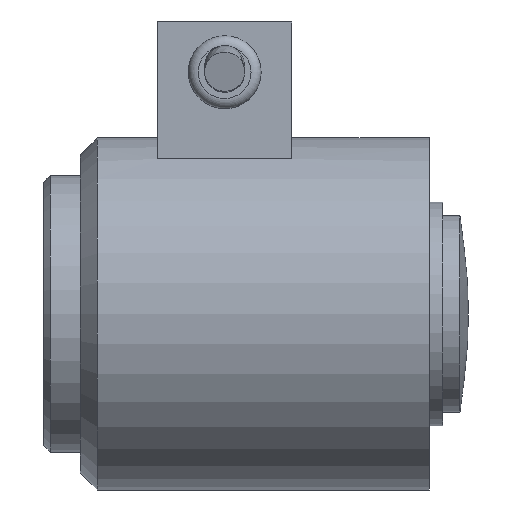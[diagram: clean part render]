
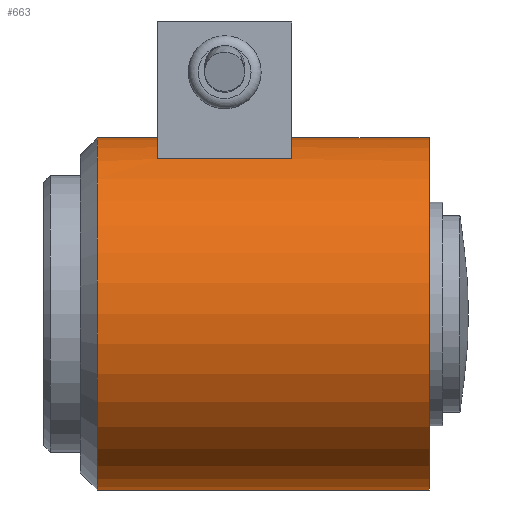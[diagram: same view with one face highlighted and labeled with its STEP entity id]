
A CAD part, top view. The second image highlights one B-rep face of the part: STEP entity #663.
In plain terms, the highlighted cylindrical face has radius 52.5 mm (diameter 105 mm), a full revolution.
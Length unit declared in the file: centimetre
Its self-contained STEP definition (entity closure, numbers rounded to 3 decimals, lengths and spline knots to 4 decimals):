
#322=VECTOR('',#764,1.);
#325=VECTOR('',#768,1.);
#332=LINE('',#879,#322);
#335=LINE('',#885,#325);
#363=VERTEX_POINT('',#871);
#364=VERTEX_POINT('',#872);
#367=VERTEX_POINT('',#880);
#369=VERTEX_POINT('',#886);
#382=VERTEX_POINT('',#926);
#384=VERTEX_POINT('',#933);
#396=CIRCLE('',#687,5.25);
#397=CIRCLE('',#691,5.25);
#409=CIRCLE('',#713,5.25);
#411=CIRCLE('',#718,5.25);
#423=EDGE_CURVE('',#363,#364,#396,.T.);
#427=EDGE_CURVE('',#367,#363,#332,.T.);
#430=EDGE_CURVE('',#364,#369,#335,.T.);
#433=EDGE_CURVE('',#369,#367,#397,.T.);
#446=EDGE_CURVE('',#382,#382,#409,.T.);
#448=EDGE_CURVE('',#384,#384,#411,.T.);
#508=ORIENTED_EDGE('',*,*,#427,.T.);
#509=ORIENTED_EDGE('',*,*,#423,.T.);
#510=ORIENTED_EDGE('',*,*,#430,.T.);
#511=ORIENTED_EDGE('',*,*,#433,.T.);
#512=ORIENTED_EDGE('',*,*,#446,.T.);
#513=ORIENTED_EDGE('',*,*,#448,.F.);
#569=EDGE_LOOP('',(#508,#509,#510,#511));
#570=EDGE_LOOP('',(#512));
#571=EDGE_LOOP('',(#513));
#624=FACE_BOUND('',#569,.T.);
#625=FACE_BOUND('',#570,.T.);
#626=FACE_BOUND('',#571,.T.);
#663=ADVANCED_FACE('',(#624,#625,#626),#1169,.T.);
#687=AXIS2_PLACEMENT_3D('',#870,#758,#759);
#691=AXIS2_PLACEMENT_3D('',#891,#772,#773);
#713=AXIS2_PLACEMENT_3D('',#925,#813,#814);
#717=AXIS2_PLACEMENT_3D('',#931,#820,#821);
#718=AXIS2_PLACEMENT_3D('',#932,#822,#823);
#758=DIRECTION('',(1.,0.,0.));
#759=DIRECTION('',(0.,5.25,0.));
#764=DIRECTION('',(1.,0.,0.));
#768=DIRECTION('',(-1.,0.,0.));
#772=DIRECTION('',(-1.,0.,0.));
#773=DIRECTION('',(0.,5.25,0.));
#813=DIRECTION('',(1.,0.,0.));
#814=DIRECTION('',(0.,5.25,0.));
#820=DIRECTION('',(1.,0.,0.));
#821=DIRECTION('',(0.,5.25,0.));
#822=DIRECTION('',(1.,0.,0.));
#823=DIRECTION('',(0.,5.25,0.));
#870=CARTESIAN_POINT('',(4.6808,0.,0.));
#871=CARTESIAN_POINT('',(4.6808,4.6165,-2.5));
#872=CARTESIAN_POINT('',(4.6808,4.6165,2.5));
#879=CARTESIAN_POINT('',(2.6808,4.6165,-2.5));
#880=CARTESIAN_POINT('',(0.6808,4.6165,-2.5));
#885=CARTESIAN_POINT('',(2.6808,4.6165,2.5));
#886=CARTESIAN_POINT('',(0.6808,4.6165,2.5));
#891=CARTESIAN_POINT('',(0.6808,0.,0.));
#925=CARTESIAN_POINT('',(-1.1192,0.,0.));
#926=CARTESIAN_POINT('',(-1.1192,5.25,0.));
#931=CARTESIAN_POINT('',(3.5808,0.,0.));
#932=CARTESIAN_POINT('',(8.7808,0.,0.));
#933=CARTESIAN_POINT('',(8.7808,5.25,0.));
#1169=CYLINDRICAL_SURFACE('',#717,5.25);
